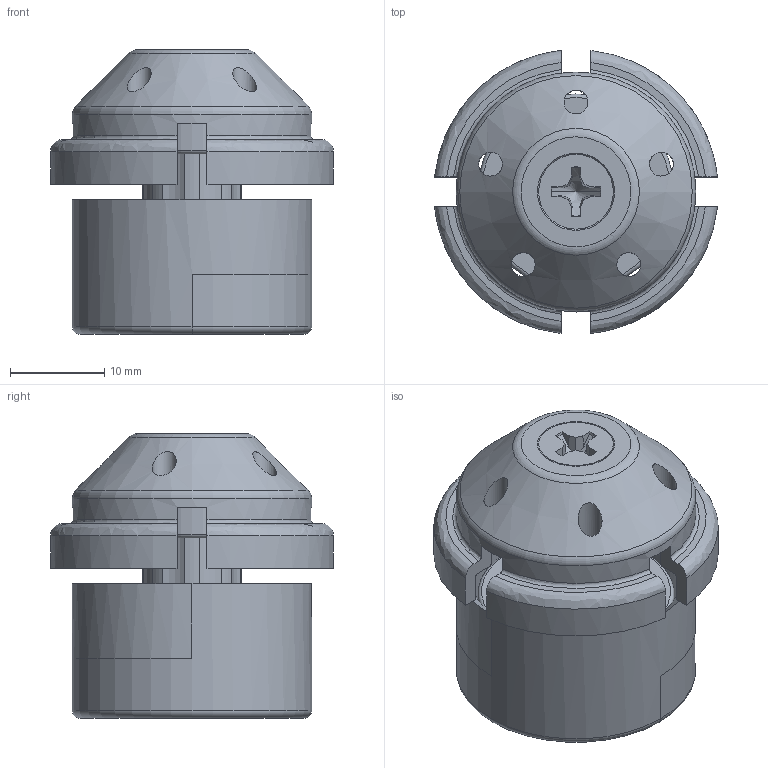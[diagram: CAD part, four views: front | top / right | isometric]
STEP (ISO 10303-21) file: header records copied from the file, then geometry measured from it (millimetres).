
FILE_DESCRIPTION (( 'STEP AP214' ), '1' );
FILE_NAME ('SCE-BVKD.STEP', '2021-07-14T11:22:23', ( '' ), ( '' ), 'SwSTEP 2.0', 'SolidWorks 2021', '' );
FILE_SCHEMA (( 'AUTOMOTIVE_DESIGN' ));
Length unit declared in the file: inch
Products named in the file (1): SCE-BVKD
Bounding box: 29.99 x 29.99 x 30.18 mm (x, y, z)
Volume: 8553.4 mm3; surface area: 9007.4 mm2
Topology: 5 solids, 5 shells, 199 faces, 546 edges, 360 vertices
Faces by surface type: cylinder 68, plane 62, cone 33, torus 25, bspline 11
Full cylindrical faces by diameter (mm): 2.54 x5, 4.496 x1, 10.668 x1, 13.716 x1, 22.352 x1, 25.4 x1
Entity records: 29205 total; most frequent: CARTESIAN_POINT 24203, ORIENTED_EDGE 1032, DIRECTION 1003, EDGE_CURVE 516, AXIS2_PLACEMENT_3D 413, VERTEX_POINT 349, EDGE_LOOP 247, CIRCLE 224
